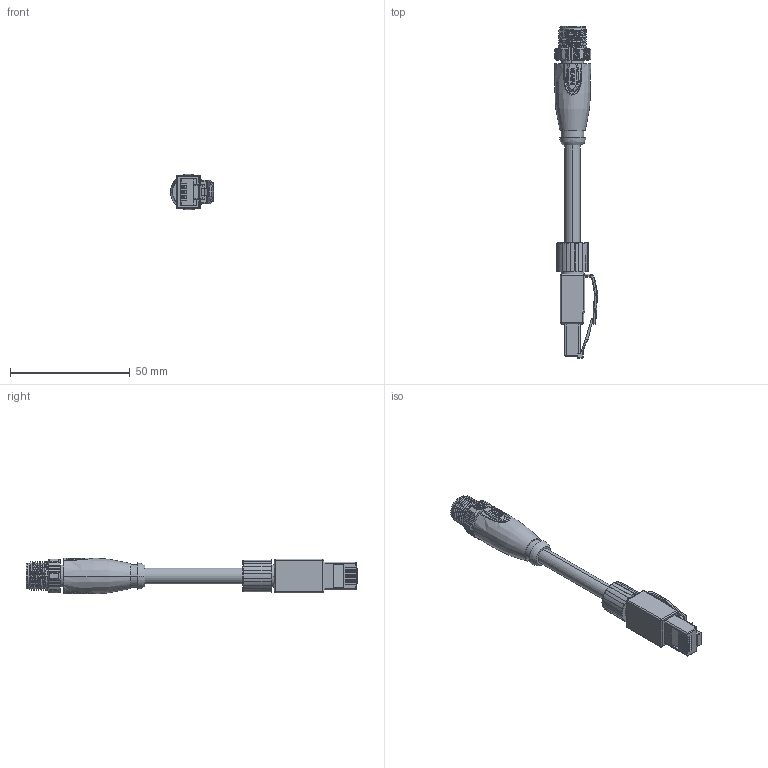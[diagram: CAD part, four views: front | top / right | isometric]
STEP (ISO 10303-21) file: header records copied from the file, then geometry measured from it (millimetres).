
FILE_DESCRIPTION((''),'2;1');
FILE_NAME('1','2024-02-02T',('12262'),(''),'PRO/ENGINEER BY PARAMETRIC TECHNOLOGY CORPORATION, 2012480','PRO/ENGINEER BY PARAMETRIC TECHNOLOGY CORPORATION, 2012480','');
FILE_SCHEMA(('CONFIG_CONTROL_DESIGN'));
Length unit declared in the file: millimetre
Products named in the file (1): 1
Bounding box: 18.04 x 138.7 x 15 mm (x, y, z)
Volume: 12403.4 mm3; surface area: 7817.7 mm2
Topology: 1 solids, 1 shells, 641 faces, 1953 edges, 1305 vertices
Faces by surface type: plane 338, cylinder 200, cone 32, sphere 28, bspline 23, torus 10, extrusion 5, revolution 5
Entity records: 27496 total; most frequent: CARTESIAN_POINT 10814, ORIENTED_EDGE 3834, DIRECTION 3031, EDGE_CURVE 1917, VERTEX_POINT 1303, AXIS2_PLACEMENT_3D 1028, VECTOR 970, LINE 965
